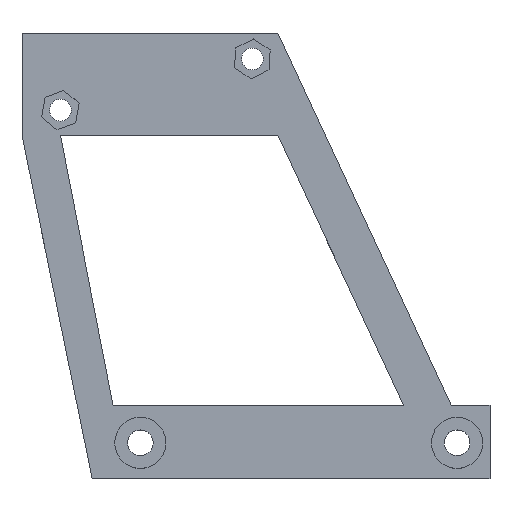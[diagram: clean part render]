
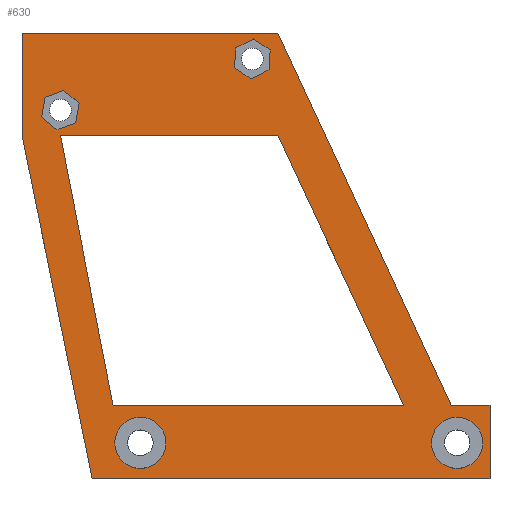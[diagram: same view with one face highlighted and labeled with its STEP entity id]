
A CAD part, top view. The second image highlights one B-rep face of the part: STEP entity #630.
In plain terms, the highlighted planar face has unit normal (0, 0, 1).
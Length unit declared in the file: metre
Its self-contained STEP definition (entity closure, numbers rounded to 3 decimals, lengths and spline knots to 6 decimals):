
#14=LINE('',#914,#83);
#15=LINE('',#917,#84);
#16=LINE('',#919,#85);
#17=LINE('',#921,#86);
#18=LINE('',#923,#87);
#19=LINE('',#925,#88);
#20=LINE('',#930,#89);
#21=LINE('',#933,#90);
#22=LINE('',#935,#91);
#23=LINE('',#937,#92);
#24=LINE('',#939,#93);
#25=LINE('',#941,#94);
#26=LINE('',#943,#95);
#27=LINE('',#944,#96);
#28=LINE('',#947,#97);
#29=LINE('',#949,#98);
#30=LINE('',#951,#99);
#31=LINE('',#952,#100);
#32=LINE('',#955,#101);
#33=LINE('',#957,#102);
#34=LINE('',#959,#103);
#35=LINE('',#961,#104);
#36=LINE('',#963,#105);
#83=VECTOR('',#745,1.);
#84=VECTOR('',#746,1.);
#85=VECTOR('',#747,1.);
#86=VECTOR('',#748,1.);
#87=VECTOR('',#749,1.);
#88=VECTOR('',#750,1.);
#89=VECTOR('',#755,1.);
#90=VECTOR('',#756,1.);
#91=VECTOR('',#757,1.);
#92=VECTOR('',#758,1.);
#93=VECTOR('',#759,1.);
#94=VECTOR('',#760,1.);
#95=VECTOR('',#761,1.);
#96=VECTOR('',#762,1.);
#97=VECTOR('',#763,1.);
#98=VECTOR('',#764,1.);
#99=VECTOR('',#765,1.);
#100=VECTOR('',#766,1.);
#101=VECTOR('',#767,1.);
#102=VECTOR('',#768,1.);
#103=VECTOR('',#769,1.);
#104=VECTOR('',#770,1.);
#105=VECTOR('',#771,1.);
#152=PLANE('',#684);
#185=ORIENTED_EDGE('',*,*,#351,.T.);
#186=ORIENTED_EDGE('',*,*,#352,.T.);
#187=ORIENTED_EDGE('',*,*,#353,.T.);
#188=ORIENTED_EDGE('',*,*,#354,.T.);
#189=ORIENTED_EDGE('',*,*,#355,.T.);
#190=ORIENTED_EDGE('',*,*,#356,.T.);
#191=ORIENTED_EDGE('',*,*,#357,.T.);
#192=ORIENTED_EDGE('',*,*,#358,.T.);
#193=ORIENTED_EDGE('',*,*,#359,.T.);
#194=ORIENTED_EDGE('',*,*,#360,.T.);
#195=ORIENTED_EDGE('',*,*,#361,.F.);
#196=ORIENTED_EDGE('',*,*,#362,.F.);
#197=ORIENTED_EDGE('',*,*,#363,.F.);
#198=ORIENTED_EDGE('',*,*,#364,.F.);
#199=ORIENTED_EDGE('',*,*,#365,.F.);
#200=ORIENTED_EDGE('',*,*,#366,.F.);
#201=ORIENTED_EDGE('',*,*,#367,.F.);
#202=ORIENTED_EDGE('',*,*,#368,.T.);
#203=ORIENTED_EDGE('',*,*,#369,.T.);
#204=ORIENTED_EDGE('',*,*,#370,.T.);
#205=ORIENTED_EDGE('',*,*,#371,.T.);
#206=ORIENTED_EDGE('',*,*,#372,.T.);
#207=ORIENTED_EDGE('',*,*,#373,.T.);
#208=ORIENTED_EDGE('',*,*,#374,.T.);
#209=ORIENTED_EDGE('',*,*,#375,.T.);
#351=EDGE_CURVE('',#434,#435,#14,.T.);
#352=EDGE_CURVE('',#435,#436,#15,.T.);
#353=EDGE_CURVE('',#436,#437,#16,.T.);
#354=EDGE_CURVE('',#437,#438,#17,.T.);
#355=EDGE_CURVE('',#438,#439,#18,.T.);
#356=EDGE_CURVE('',#439,#434,#19,.T.);
#357=EDGE_CURVE('',#440,#440,#494,.F.);
#358=EDGE_CURVE('',#441,#441,#495,.F.);
#359=EDGE_CURVE('',#442,#443,#20,.T.);
#360=EDGE_CURVE('',#443,#444,#21,.T.);
#361=EDGE_CURVE('',#445,#444,#22,.T.);
#362=EDGE_CURVE('',#446,#445,#23,.T.);
#363=EDGE_CURVE('',#447,#446,#24,.T.);
#364=EDGE_CURVE('',#448,#447,#25,.T.);
#365=EDGE_CURVE('',#442,#448,#26,.T.);
#366=EDGE_CURVE('',#449,#450,#27,.T.);
#367=EDGE_CURVE('',#451,#449,#28,.T.);
#368=EDGE_CURVE('',#451,#452,#29,.T.);
#369=EDGE_CURVE('',#452,#450,#30,.T.);
#370=EDGE_CURVE('',#453,#454,#31,.T.);
#371=EDGE_CURVE('',#454,#455,#32,.T.);
#372=EDGE_CURVE('',#455,#456,#33,.T.);
#373=EDGE_CURVE('',#456,#457,#34,.T.);
#374=EDGE_CURVE('',#457,#458,#35,.T.);
#375=EDGE_CURVE('',#458,#453,#36,.T.);
#434=VERTEX_POINT('',#915);
#435=VERTEX_POINT('',#916);
#436=VERTEX_POINT('',#918);
#437=VERTEX_POINT('',#920);
#438=VERTEX_POINT('',#922);
#439=VERTEX_POINT('',#924);
#440=VERTEX_POINT('',#927);
#441=VERTEX_POINT('',#929);
#442=VERTEX_POINT('',#931);
#443=VERTEX_POINT('',#932);
#444=VERTEX_POINT('',#934);
#445=VERTEX_POINT('',#936);
#446=VERTEX_POINT('',#938);
#447=VERTEX_POINT('',#940);
#448=VERTEX_POINT('',#942);
#449=VERTEX_POINT('',#945);
#450=VERTEX_POINT('',#946);
#451=VERTEX_POINT('',#948);
#452=VERTEX_POINT('',#950);
#453=VERTEX_POINT('',#953);
#454=VERTEX_POINT('',#954);
#455=VERTEX_POINT('',#956);
#456=VERTEX_POINT('',#958);
#457=VERTEX_POINT('',#960);
#458=VERTEX_POINT('',#962);
#494=CIRCLE('',#685,0.004);
#495=CIRCLE('',#686,0.004);
#508=EDGE_LOOP('',(#185,#186,#187,#188,#189,#190));
#509=EDGE_LOOP('',(#191));
#510=EDGE_LOOP('',(#192));
#511=EDGE_LOOP('',(#193,#194,#195,#196,#197,#198,#199));
#512=EDGE_LOOP('',(#200,#201,#202,#203));
#513=EDGE_LOOP('',(#204,#205,#206,#207,#208,#209));
#567=FACE_BOUND('',#508,.T.);
#568=FACE_BOUND('',#509,.T.);
#569=FACE_BOUND('',#510,.T.);
#570=FACE_BOUND('',#511,.T.);
#571=FACE_BOUND('',#512,.T.);
#572=FACE_BOUND('',#513,.T.);
#630=ADVANCED_FACE('',(#567,#568,#569,#570,#571,#572),#152,.T.);
#684=AXIS2_PLACEMENT_3D('',#913,#743,#744);
#685=AXIS2_PLACEMENT_3D('',#926,#751,#752);
#686=AXIS2_PLACEMENT_3D('',#928,#753,#754);
#743=DIRECTION('',(0.,0.,1.));
#744=DIRECTION('',(1.,0.,0.));
#745=DIRECTION('',(0.836,-0.549,0.));
#746=DIRECTION('',(-0.058,-0.998,0.));
#747=DIRECTION('',(-0.894,-0.449,0.));
#748=DIRECTION('',(-0.836,0.549,0.));
#749=DIRECTION('',(0.058,0.998,0.));
#750=DIRECTION('',(0.894,0.449,0.));
#751=DIRECTION('',(0.,0.,1.));
#752=DIRECTION('',(1.,0.,0.));
#753=DIRECTION('',(0.,0.,1.));
#754=DIRECTION('',(1.,0.,0.));
#755=DIRECTION('',(0.201,-0.98,0.));
#756=DIRECTION('',(1.,0.,0.));
#757=DIRECTION('',(0.,-1.,0.));
#758=DIRECTION('',(1.,0.,0.));
#759=DIRECTION('',(0.423,-0.906,0.));
#760=DIRECTION('',(1.,0.,0.));
#761=DIRECTION('',(0.,1.,0.));
#762=DIRECTION('',(1.,0.,0.));
#763=DIRECTION('',(0.191,-0.982,0.));
#764=DIRECTION('',(1.,0.,0.));
#765=DIRECTION('',(0.423,-0.906,0.));
#766=DIRECTION('',(0.939,0.344,0.));
#767=DIRECTION('',(0.767,-0.641,0.));
#768=DIRECTION('',(-0.172,-0.985,0.));
#769=DIRECTION('',(-0.939,-0.344,0.));
#770=DIRECTION('',(-0.767,0.641,0.));
#771=DIRECTION('',(0.172,0.985,0.));
#913=CARTESIAN_POINT('',(0.03657,-0.018798,0.004));
#914=CARTESIAN_POINT('',(0.052021,0.004695,0.004));
#915=CARTESIAN_POINT('',(0.036181,0.015112,0.004));
#916=CARTESIAN_POINT('',(0.038786,0.013399,0.004));
#917=CARTESIAN_POINT('',(0.036911,-0.018818,0.004));
#918=CARTESIAN_POINT('',(0.038605,0.010287,0.004));
#919=CARTESIAN_POINT('',(0.025314,0.003612,0.004));
#920=CARTESIAN_POINT('',(0.035819,0.008888,0.004));
#921=CARTESIAN_POINT('',(0.049053,0.000184,0.004));
#922=CARTESIAN_POINT('',(0.033214,0.010601,0.004));
#923=CARTESIAN_POINT('',(0.03152,-0.018504,0.004));
#924=CARTESIAN_POINT('',(0.033395,0.013713,0.004));
#925=CARTESIAN_POINT('',(0.022891,0.008437,0.004));
#926=CARTESIAN_POINT('',(0.0185,-0.048,0.004));
#927=CARTESIAN_POINT('',(0.0225,-0.048,0.004));
#928=CARTESIAN_POINT('',(0.068,-0.048,0.004));
#929=CARTESIAN_POINT('',(0.072,-0.048,0.004));
#930=CARTESIAN_POINT('',(0.005485,-0.026798,0.004));
#931=CARTESIAN_POINT('',(0.,0.,0.004));
#932=CARTESIAN_POINT('',(0.010969,-0.053596,0.004));
#933=CARTESIAN_POINT('',(0.042054,-0.053596,0.004));
#934=CARTESIAN_POINT('',(0.07314,-0.053596,0.004));
#935=CARTESIAN_POINT('',(0.07314,-0.047871,0.004));
#936=CARTESIAN_POINT('',(0.07314,-0.042146,0.004));
#937=CARTESIAN_POINT('',(0.07057,-0.042146,0.004));
#938=CARTESIAN_POINT('',(0.067114,-0.042146,0.004));
#939=CARTESIAN_POINT('',(0.05449,-0.015073,0.004));
#940=CARTESIAN_POINT('',(0.04,0.016,0.004));
#941=CARTESIAN_POINT('',(0.02,0.016,0.004));
#942=CARTESIAN_POINT('',(0.,0.016,0.004));
#943=CARTESIAN_POINT('',(0.,0.008,0.004));
#944=CARTESIAN_POINT('',(0.025115,-0.042146,0.004));
#945=CARTESIAN_POINT('',(0.014231,-0.042146,0.004));
#946=CARTESIAN_POINT('',(0.059653,-0.042146,0.004));
#947=CARTESIAN_POINT('',(0.010126,-0.021073,0.004));
#948=CARTESIAN_POINT('',(0.006021,0.,0.004));
#949=CARTESIAN_POINT('',(0.02101,0.,0.004));
#950=CARTESIAN_POINT('',(0.04,0.,0.004));
#951=CARTESIAN_POINT('',(0.049826,-0.021073,0.004));
#952=CARTESIAN_POINT('',(0.024675,0.013709,0.004));
#953=CARTESIAN_POINT('',(0.003608,0.006,0.004));
#954=CARTESIAN_POINT('',(0.006536,0.007071,0.004));
#955=CARTESIAN_POINT('',(0.036942,-0.018353,0.004));
#956=CARTESIAN_POINT('',(0.008928,0.005071,0.004));
#957=CARTESIAN_POINT('',(0.005702,-0.01341,0.004));
#958=CARTESIAN_POINT('',(0.008392,0.002,0.004));
#959=CARTESIAN_POINT('',(0.02653,0.008638,0.004));
#960=CARTESIAN_POINT('',(0.005464,0.000929,0.004));
#961=CARTESIAN_POINT('',(0.033478,-0.022496,0.004));
#962=CARTESIAN_POINT('',(0.003072,0.002929,0.004));
#963=CARTESIAN_POINT('',(0.000382,-0.012482,0.004));
